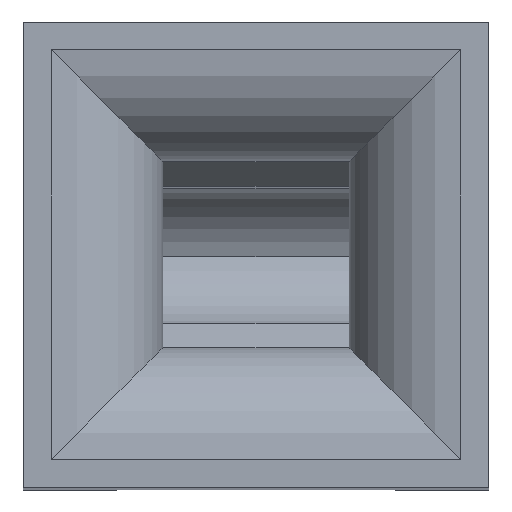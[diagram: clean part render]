
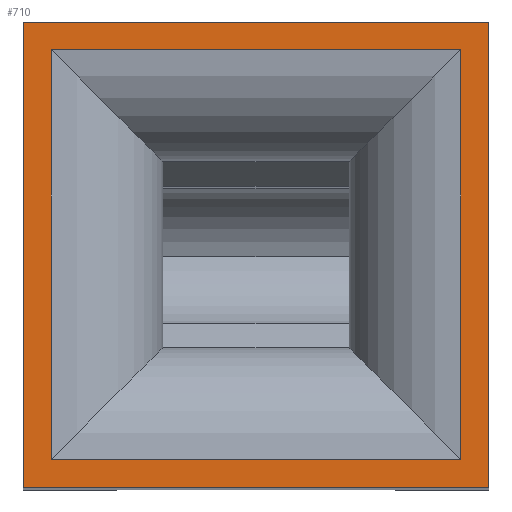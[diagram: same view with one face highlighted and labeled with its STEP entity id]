
A CAD part, top view. The second image highlights one B-rep face of the part: STEP entity #710.
In plain terms, the highlighted planar face has unit normal (0, 0, 1).
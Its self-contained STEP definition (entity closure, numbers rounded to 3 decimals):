
#44=FACE_BOUND('',#103,.T.);
#62=FACE_OUTER_BOUND('',#102,.T.);
#102=EDGE_LOOP('',(#546,#547,#548,#549));
#103=EDGE_LOOP('',(#550,#551,#552,#553));
#137=LINE('',#1010,#222);
#163=LINE('',#1062,#248);
#165=LINE('',#1069,#250);
#166=LINE('',#1073,#251);
#168=LINE('',#1077,#253);
#170=LINE('',#1083,#255);
#171=LINE('',#1085,#256);
#172=LINE('',#1086,#257);
#222=VECTOR('',#816,10.);
#248=VECTOR('',#860,10.);
#250=VECTOR('',#868,10.);
#251=VECTOR('',#873,10.);
#253=VECTOR('',#879,10.);
#255=VECTOR('',#887,10.);
#256=VECTOR('',#888,10.);
#257=VECTOR('',#889,10.);
#306=VERTEX_POINT('',#1007);
#307=VERTEX_POINT('',#1009);
#323=VERTEX_POINT('',#1060);
#324=VERTEX_POINT('',#1061);
#326=VERTEX_POINT('',#1068);
#327=VERTEX_POINT('',#1072);
#328=VERTEX_POINT('',#1082);
#329=VERTEX_POINT('',#1084);
#373=EDGE_CURVE('',#307,#306,#137,.T.);
#399=EDGE_CURVE('',#323,#324,#163,.T.);
#403=EDGE_CURVE('',#324,#326,#165,.T.);
#405=EDGE_CURVE('',#326,#327,#166,.T.);
#408=EDGE_CURVE('',#327,#323,#168,.T.);
#410=EDGE_CURVE('',#306,#328,#170,.T.);
#411=EDGE_CURVE('',#328,#329,#171,.T.);
#412=EDGE_CURVE('',#329,#307,#172,.T.);
#546=ORIENTED_EDGE('',*,*,#410,.T.);
#547=ORIENTED_EDGE('',*,*,#411,.T.);
#548=ORIENTED_EDGE('',*,*,#412,.T.);
#549=ORIENTED_EDGE('',*,*,#373,.T.);
#550=ORIENTED_EDGE('',*,*,#399,.F.);
#551=ORIENTED_EDGE('',*,*,#408,.F.);
#552=ORIENTED_EDGE('',*,*,#405,.F.);
#553=ORIENTED_EDGE('',*,*,#403,.F.);
#677=PLANE('',#768);
#710=ADVANCED_FACE('',(#62,#44),#677,.T.);
#768=AXIS2_PLACEMENT_3D('',#1081,#885,#886);
#816=DIRECTION('',(1.,0.,0.));
#860=DIRECTION('',(0.,-1.,0.));
#868=DIRECTION('',(1.,0.,0.));
#873=DIRECTION('',(0.,1.,0.));
#879=DIRECTION('',(-1.,0.,0.));
#885=DIRECTION('center_axis',(0.,0.,1.));
#886=DIRECTION('ref_axis',(1.,0.,0.));
#887=DIRECTION('',(0.,1.,0.));
#888=DIRECTION('',(-1.,0.,0.));
#889=DIRECTION('',(0.,-1.,0.));
#1007=CARTESIAN_POINT('',(1.25,-1.25,9.));
#1009=CARTESIAN_POINT('',(-1.25,-1.25,9.));
#1010=CARTESIAN_POINT('',(-1.25,-1.25,9.));
#1060=CARTESIAN_POINT('',(-1.1,1.1,9.));
#1061=CARTESIAN_POINT('',(-1.1,-1.1,9.));
#1062=CARTESIAN_POINT('',(-1.1,-0.25,9.));
#1068=CARTESIAN_POINT('',(1.1,-1.1,9.));
#1069=CARTESIAN_POINT('',(0.25,-1.1,9.));
#1072=CARTESIAN_POINT('',(1.1,1.1,9.));
#1073=CARTESIAN_POINT('',(1.1,0.25,9.));
#1077=CARTESIAN_POINT('',(-0.25,1.1,9.));
#1081=CARTESIAN_POINT('Origin',(0.,0.,9.));
#1082=CARTESIAN_POINT('',(1.25,1.25,9.));
#1083=CARTESIAN_POINT('',(1.25,-1.25,9.));
#1084=CARTESIAN_POINT('',(-1.25,1.25,9.));
#1085=CARTESIAN_POINT('',(1.25,1.25,9.));
#1086=CARTESIAN_POINT('',(-1.25,1.25,9.));
